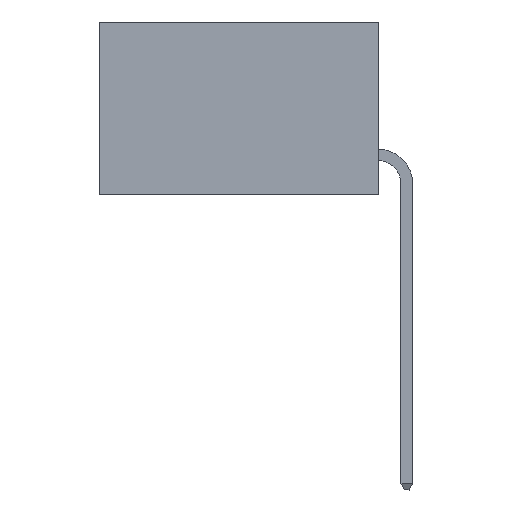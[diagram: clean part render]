
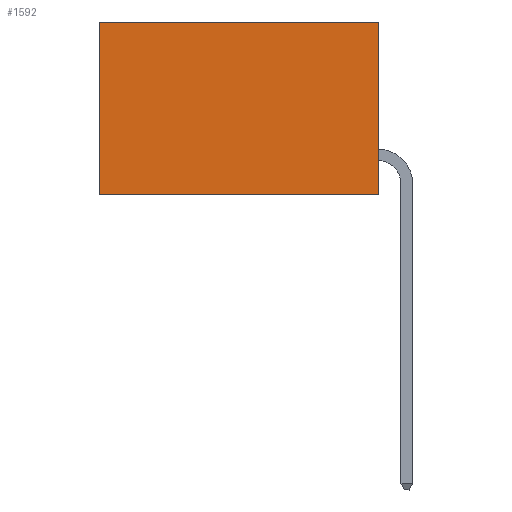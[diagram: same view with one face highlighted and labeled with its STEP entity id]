
A CAD part, left-side view. The second image highlights one B-rep face of the part: STEP entity #1592.
In plain terms, the highlighted planar face has unit normal (-1, 0, 0).
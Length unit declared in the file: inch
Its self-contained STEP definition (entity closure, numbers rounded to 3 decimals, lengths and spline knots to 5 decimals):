
#1215 = EDGE_CURVE ( 'NONE', #11328, #1984, #13107, .T. ) ;
#1592 = ADVANCED_FACE ( 'NONE', ( #13004 ), #15472, .F. ) ;
#1984 = VERTEX_POINT ( 'NONE', #13944 ) ;
#2110 = DIRECTION ( 'NONE',  ( 0., 1., 0. ) ) ;
#3041 = EDGE_CURVE ( 'NONE', #4480, #1984, #5763, .T. ) ;
#4242 = AXIS2_PLACEMENT_3D ( 'NONE', #4521, #4600, #14285 ) ;
#4480 = VERTEX_POINT ( 'NONE', #15019 ) ;
#4521 = CARTESIAN_POINT ( 'NONE',  ( 0.2615, 0., -0.37 ) ) ;
#4578 = ORIENTED_EDGE ( 'NONE', *, *, #10672, .F. ) ;
#4600 = DIRECTION ( 'NONE',  ( 1., 0., 0. ) ) ;
#4624 = DIRECTION ( 'NONE',  ( 0., 0., -1. ) ) ;
#4855 = DIRECTION ( 'NONE',  ( 0., 1., 0. ) ) ;
#5763 = LINE ( 'NONE', #7117, #14761 ) ;
#5892 = CARTESIAN_POINT ( 'NONE',  ( 0.2615, 0., -0.37 ) ) ;
#6397 = VECTOR ( 'NONE', #4855, 39.37008 ) ;
#7117 = CARTESIAN_POINT ( 'NONE',  ( 0.2615, 0.6, -0.37 ) ) ;
#7198 = DIRECTION ( 'NONE',  ( 0., 0., -1. ) ) ;
#8240 = LINE ( 'NONE', #10401, #11119 ) ;
#8287 = ORIENTED_EDGE ( 'NONE', *, *, #3041, .T. ) ;
#8448 = VERTEX_POINT ( 'NONE', #12058 ) ;
#10000 = ORIENTED_EDGE ( 'NONE', *, *, #12145, .T. ) ;
#10401 = CARTESIAN_POINT ( 'NONE',  ( 0.2615, 0., -0.37 ) ) ;
#10672 = EDGE_CURVE ( 'NONE', #8448, #11328, #8240, .T. ) ;
#10868 = CARTESIAN_POINT ( 'NONE',  ( 0.2615, 0., -0.37 ) ) ;
#11119 = VECTOR ( 'NONE', #4624, 39.37008 ) ;
#11328 = VERTEX_POINT ( 'NONE', #5892 ) ;
#11653 = ORIENTED_EDGE ( 'NONE', *, *, #1215, .F. ) ;
#11669 = VECTOR ( 'NONE', #2110, 39.37008 ) ;
#12058 = CARTESIAN_POINT ( 'NONE',  ( 0.2615, 0., 0. ) ) ;
#12145 = EDGE_CURVE ( 'NONE', #8448, #4480, #15728, .T. ) ;
#13004 = FACE_OUTER_BOUND ( 'NONE', #13507, .T. ) ;
#13107 = LINE ( 'NONE', #10868, #11669 ) ;
#13507 = EDGE_LOOP ( 'NONE', ( #8287, #11653, #4578, #10000 ) ) ;
#13944 = CARTESIAN_POINT ( 'NONE',  ( 0.2615, 0.6, -0.37 ) ) ;
#14285 = DIRECTION ( 'NONE',  ( 0., 0., -1. ) ) ;
#14467 = CARTESIAN_POINT ( 'NONE',  ( 0.2615, 0., 0. ) ) ;
#14761 = VECTOR ( 'NONE', #7198, 39.37008 ) ;
#15019 = CARTESIAN_POINT ( 'NONE',  ( 0.2615, 0.6, 0. ) ) ;
#15472 = PLANE ( 'NONE',  #4242 ) ;
#15728 = LINE ( 'NONE', #14467, #6397 ) ;
